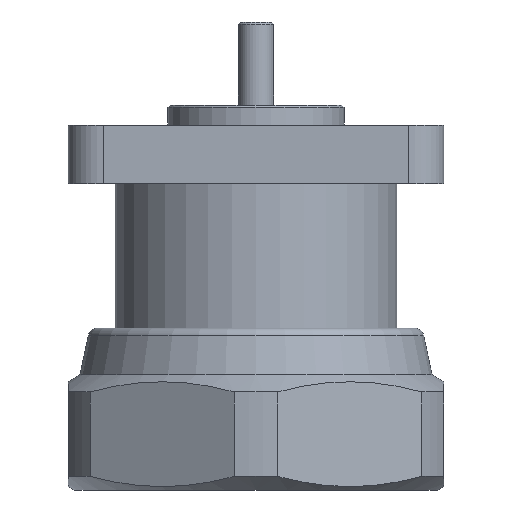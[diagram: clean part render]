
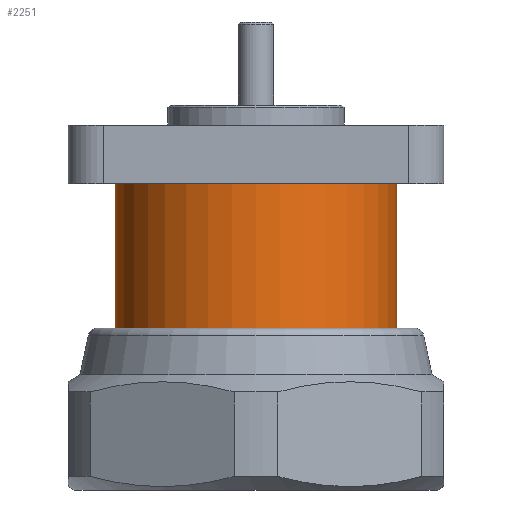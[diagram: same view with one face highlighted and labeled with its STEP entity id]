
A CAD part, front view. The second image highlights one B-rep face of the part: STEP entity #2251.
In plain terms, the highlighted cylindrical face has radius 12 mm (diameter 24 mm), a partial arc.
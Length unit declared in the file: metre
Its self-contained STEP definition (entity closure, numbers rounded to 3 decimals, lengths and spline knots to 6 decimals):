
#134 = DIRECTION ( 'NONE',  ( 0., 0., -1. ) ) ;
#323 = DIRECTION ( 'NONE',  ( 0., 0., -1. ) ) ;
#334 = CARTESIAN_POINT ( 'NONE',  ( 0., 0., -0.0216 ) ) ;
#642 = ORIENTED_EDGE ( 'NONE', *, *, #2867, .T. ) ;
#691 = VECTOR ( 'NONE', #1223, 1. ) ;
#712 = EDGE_CURVE ( 'NONE', #3465, #2243, #1027, .T. ) ;
#729 = LINE ( 'NONE', #3279, #1350 ) ;
#771 = DIRECTION ( 'NONE',  ( 0., 0., -1. ) ) ;
#803 = CARTESIAN_POINT ( 'NONE',  ( 0.012, 0., -0.005 ) ) ;
#830 = VERTEX_POINT ( 'NONE', #1496 ) ;
#1027 = CIRCLE ( 'NONE', #3481, 0.012 ) ;
#1123 = ORIENTED_EDGE ( 'NONE', *, *, #2050, .T. ) ;
#1186 = FACE_OUTER_BOUND ( 'NONE', #1592, .T. ) ;
#1223 = DIRECTION ( 'NONE',  ( 0., 0., -1. ) ) ;
#1350 = VECTOR ( 'NONE', #2490, 1. ) ;
#1496 = CARTESIAN_POINT ( 'NONE',  ( -0.012, 0., -0.005 ) ) ;
#1592 = EDGE_LOOP ( 'NONE', ( #1871, #1123, #642, #1772 ) ) ;
#1733 = DIRECTION ( 'NONE',  ( -1., 0., 0. ) ) ;
#1772 = ORIENTED_EDGE ( 'NONE', *, *, #712, .F. ) ;
#1774 = AXIS2_PLACEMENT_3D ( 'NONE', #2403, #771, #2675 ) ;
#1871 = ORIENTED_EDGE ( 'NONE', *, *, #1879, .F. ) ;
#1879 = EDGE_CURVE ( 'NONE', #2157, #3465, #2859, .T. ) ;
#1887 = AXIS2_PLACEMENT_3D ( 'NONE', #334, #323, #2493 ) ;
#2015 = CARTESIAN_POINT ( 'NONE',  ( 0., 0., -0.0186 ) ) ;
#2050 = EDGE_CURVE ( 'NONE', #2157, #830, #2348, .T. ) ;
#2157 = VERTEX_POINT ( 'NONE', #803 ) ;
#2224 = CARTESIAN_POINT ( 'NONE',  ( -0.012, 0., -0.0186 ) ) ;
#2243 = VERTEX_POINT ( 'NONE', #2224 ) ;
#2251 = ADVANCED_FACE ( 'NONE', ( #1186 ), #3186, .T. ) ;
#2348 = CIRCLE ( 'NONE', #1774, 0.012 ) ;
#2403 = CARTESIAN_POINT ( 'NONE',  ( 0., 0., -0.005 ) ) ;
#2490 = DIRECTION ( 'NONE',  ( 0., 0., -1. ) ) ;
#2493 = DIRECTION ( 'NONE',  ( -1., 0., 0. ) ) ;
#2581 = CARTESIAN_POINT ( 'NONE',  ( 0.012, 0., -0.0216 ) ) ;
#2675 = DIRECTION ( 'NONE',  ( -1., 0., 0. ) ) ;
#2805 = CARTESIAN_POINT ( 'NONE',  ( 0.012, 0., -0.0186 ) ) ;
#2859 = LINE ( 'NONE', #2581, #691 ) ;
#2867 = EDGE_CURVE ( 'NONE', #830, #2243, #729, .T. ) ;
#3186 = CYLINDRICAL_SURFACE ( 'NONE', #1887, 0.012 ) ;
#3279 = CARTESIAN_POINT ( 'NONE',  ( -0.012, 0., -0.0216 ) ) ;
#3465 = VERTEX_POINT ( 'NONE', #2805 ) ;
#3481 = AXIS2_PLACEMENT_3D ( 'NONE', #2015, #134, #1733 ) ;
